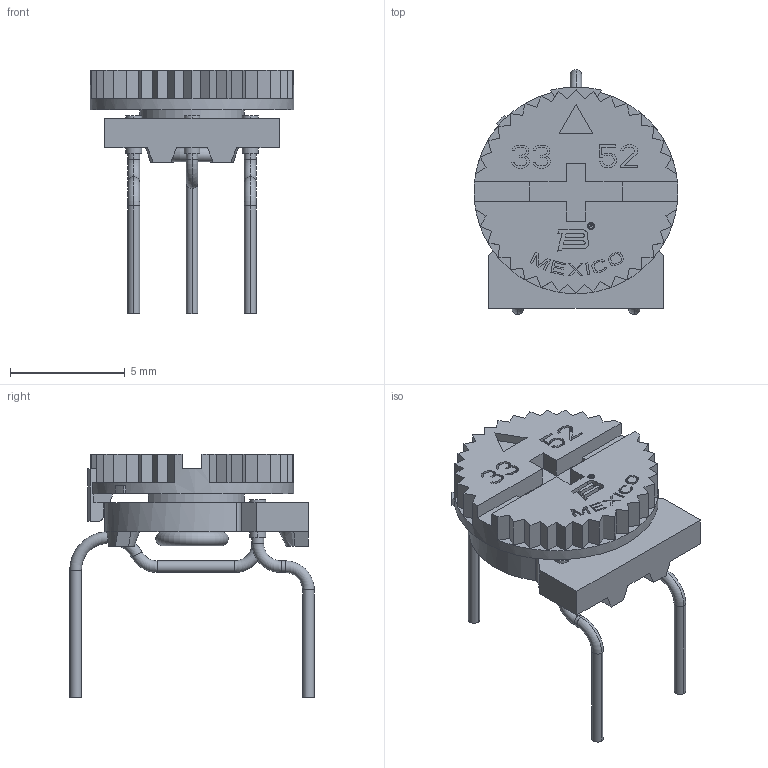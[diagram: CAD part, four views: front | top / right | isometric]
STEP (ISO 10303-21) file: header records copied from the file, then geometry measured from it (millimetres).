
FILE_DESCRIPTION((''),'2;1');
FILE_NAME('34880-05601','2021-02-22T11:37:08',('keilanic'),(''),'CREO PARAMETRIC BY PTC INC, 2018050','CREO PARAMETRIC BY PTC INC, 2018050','');
FILE_SCHEMA(('CONFIG_CONTROL_DESIGN'));
Length unit declared in the file: inch
Products named in the file (1): 34880-05601
Bounding box: 8.89 x 10.67 x 10.62 mm (x, y, z)
Volume: 187.4 mm3; surface area: 460.5 mm2
Topology: 1 solids, 2 shells, 619 faces, 1672 edges, 1085 vertices
Faces by surface type: plane 537, cylinder 50, torus 21, cone 7, bspline 4
Entity records: 19269 total; most frequent: CARTESIAN_POINT 3532, ORIENTED_EDGE 3344, DIRECTION 3091, EDGE_CURVE 1672, VECTOR 1467, LINE 1467, VERTEX_POINT 1085, AXIS2_PLACEMENT_3D 812
